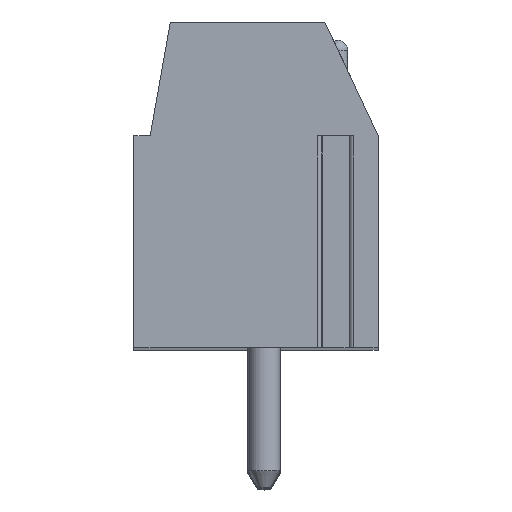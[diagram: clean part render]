
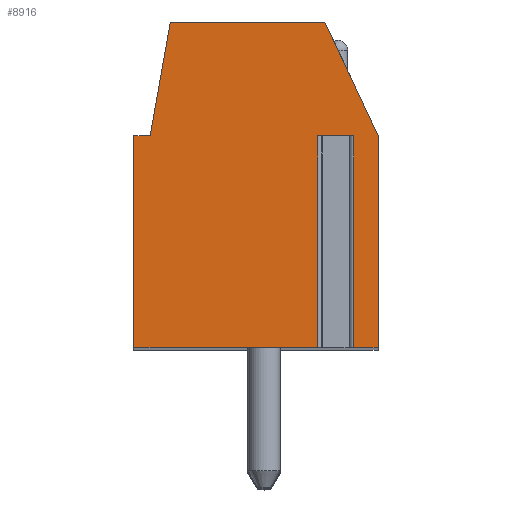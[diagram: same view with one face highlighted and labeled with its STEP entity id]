
A CAD part, top view. The second image highlights one B-rep face of the part: STEP entity #8916.
In plain terms, the highlighted planar face has unit normal (0, 0, 1).
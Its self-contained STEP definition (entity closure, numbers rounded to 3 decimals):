
#13=DIRECTION('',(-1.,0.,0.));
#14=VECTOR('',#13,1.097);
#15=CARTESIAN_POINT('',(2.998,1.5,43.18));
#16=LINE('',#15,#14);
#17=DIRECTION('',(0.,-1.,0.));
#18=VECTOR('',#17,6.5);
#19=CARTESIAN_POINT('',(1.902,1.5,43.18));
#20=LINE('',#19,#18);
#21=DIRECTION('',(1.,0.,0.));
#22=VECTOR('',#21,5.652);
#23=CARTESIAN_POINT('',(-3.75,-5.,43.18));
#24=LINE('',#23,#22);
#25=DIRECTION('',(0.,-1.,0.));
#26=VECTOR('',#25,6.5);
#27=CARTESIAN_POINT('',(-3.75,1.5,43.18));
#28=LINE('',#27,#26);
#29=DIRECTION('',(-1.,0.,0.));
#30=VECTOR('',#29,0.5);
#31=CARTESIAN_POINT('',(-3.25,1.5,43.18));
#32=LINE('',#31,#30);
#33=DIRECTION('',(-0.174,-0.985,0.));
#34=VECTOR('',#33,3.554);
#35=CARTESIAN_POINT('',(-2.633,5.,43.18));
#36=LINE('',#35,#34);
#37=DIRECTION('',(-1.,0.,0.));
#38=VECTOR('',#37,4.751);
#39=CARTESIAN_POINT('',(2.118,5.,43.18));
#40=LINE('',#39,#38);
#41=DIRECTION('',(-0.423,0.906,0.));
#42=VECTOR('',#41,3.862);
#43=CARTESIAN_POINT('',(3.75,1.5,43.18));
#44=LINE('',#43,#42);
#45=DIRECTION('',(0.,1.,0.));
#46=VECTOR('',#45,6.5);
#47=CARTESIAN_POINT('',(3.75,-5.,43.18));
#48=LINE('',#47,#46);
#49=DIRECTION('',(1.,0.,0.));
#50=VECTOR('',#49,0.752);
#51=CARTESIAN_POINT('',(2.998,-5.,43.18));
#52=LINE('',#51,#50);
#53=DIRECTION('',(0.,-1.,0.));
#54=VECTOR('',#53,6.5);
#55=CARTESIAN_POINT('',(2.998,1.5,43.18));
#56=LINE('',#55,#54);
#7081=CARTESIAN_POINT('',(-2.633,5.,43.18));
#7082=CARTESIAN_POINT('',(-3.25,1.5,43.18));
#7083=VERTEX_POINT('',#7081);
#7084=VERTEX_POINT('',#7082);
#7085=CARTESIAN_POINT('',(-3.75,1.5,43.18));
#7086=VERTEX_POINT('',#7085);
#7087=CARTESIAN_POINT('',(-3.75,-5.,43.18));
#7088=VERTEX_POINT('',#7087);
#7089=CARTESIAN_POINT('',(3.75,-5.,43.18));
#7090=CARTESIAN_POINT('',(3.75,1.5,43.18));
#7091=VERTEX_POINT('',#7089);
#7092=VERTEX_POINT('',#7090);
#7093=CARTESIAN_POINT('',(2.118,5.,43.18));
#7094=VERTEX_POINT('',#7093);
#7153=CARTESIAN_POINT('',(2.998,1.5,43.18));
#7154=CARTESIAN_POINT('',(1.902,1.5,43.18));
#7155=VERTEX_POINT('',#7153);
#7156=VERTEX_POINT('',#7154);
#7157=CARTESIAN_POINT('',(1.902,-5.,43.18));
#7158=VERTEX_POINT('',#7157);
#7159=CARTESIAN_POINT('',(2.998,-5.,43.18));
#7160=VERTEX_POINT('',#7159);
#8887=CARTESIAN_POINT('',(0.,0.,43.18));
#8888=DIRECTION('',(0.,0.,1.));
#8889=DIRECTION('',(1.,0.,0.));
#8890=AXIS2_PLACEMENT_3D('',#8887,#8888,#8889);
#8891=PLANE('',#8890);
#8893=ORIENTED_EDGE('',*,*,#8892,.T.);
#8895=ORIENTED_EDGE('',*,*,#8894,.T.);
#8897=ORIENTED_EDGE('',*,*,#8896,.F.);
#8899=ORIENTED_EDGE('',*,*,#8898,.F.);
#8901=ORIENTED_EDGE('',*,*,#8900,.F.);
#8903=ORIENTED_EDGE('',*,*,#8902,.F.);
#8905=ORIENTED_EDGE('',*,*,#8904,.F.);
#8907=ORIENTED_EDGE('',*,*,#8906,.F.);
#8909=ORIENTED_EDGE('',*,*,#8908,.F.);
#8911=ORIENTED_EDGE('',*,*,#8910,.F.);
#8913=ORIENTED_EDGE('',*,*,#8912,.F.);
#8914=EDGE_LOOP('',(#8893,#8895,#8897,#8899,#8901,#8903,#8905,#8907,#8909,#8911,
#8913));
#8915=FACE_OUTER_BOUND('',#8914,.F.);
#8892=EDGE_CURVE('',#7155,#7156,#16,.T.);
#8894=EDGE_CURVE('',#7156,#7158,#20,.T.);
#8896=EDGE_CURVE('',#7088,#7158,#24,.T.);
#8898=EDGE_CURVE('',#7086,#7088,#28,.T.);
#8900=EDGE_CURVE('',#7084,#7086,#32,.T.);
#8902=EDGE_CURVE('',#7083,#7084,#36,.T.);
#8904=EDGE_CURVE('',#7094,#7083,#40,.T.);
#8906=EDGE_CURVE('',#7092,#7094,#44,.T.);
#8908=EDGE_CURVE('',#7091,#7092,#48,.T.);
#8910=EDGE_CURVE('',#7160,#7091,#52,.T.);
#8912=EDGE_CURVE('',#7155,#7160,#56,.T.);
#8916=ADVANCED_FACE('',(#8915),#8891,.T.);
